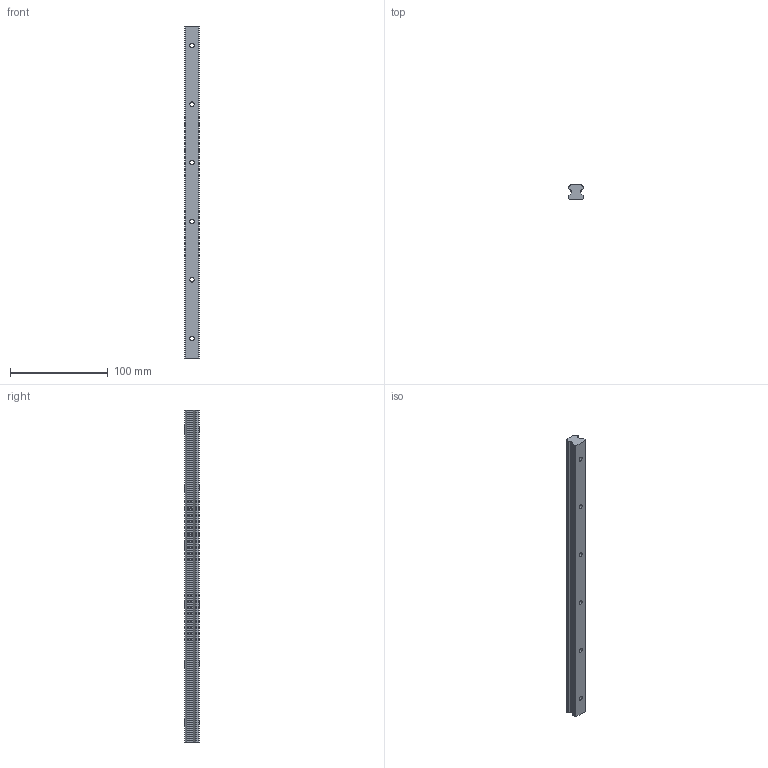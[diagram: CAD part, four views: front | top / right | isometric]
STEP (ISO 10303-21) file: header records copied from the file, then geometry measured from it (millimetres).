
FILE_DESCRIPTION(/* description */ ('SolidWorks IGES file using analytic representation for surfaces '),/* implementation_level */ '2;1');
FILE_NAME(/* name */ '[Z] HGR15R.stp',/* time_stamp */ '2018-04-15T02:04:05+03:00',/* author */ ('stan'),/* organization */ (''),/* preprocessor_version */ 'ST-DEVELOPER v17',/* originating_system */ 'Autodesk Inventor 2018',/* authorisation */ '');
FILE_SCHEMA (('AUTOMOTIVE_DESIGN { 1 0 10303 214 3 1 1 }'));
Length unit declared in the file: millimetre
Products named in the file (1): [Z] HGR15R
Bounding box: 15 x 15 x 340 mm (x, y, z)
Volume: 62527.7 mm3; surface area: 22657.1 mm2
Topology: 1 solids, 1 shells, 54 faces, 150 edges, 104 vertices
Faces by surface type: plane 28, cylinder 26
Full cylindrical faces by diameter (mm): 4.5 x6, 7.5 x6
Entity records: 1837 total; most frequent: DIRECTION 324, CARTESIAN_POINT 309, ORIENTED_EDGE 300, EDGE_CURVE 150, AXIS2_PLACEMENT_3D 119, VERTEX_POINT 104, LINE 86, VECTOR 86
